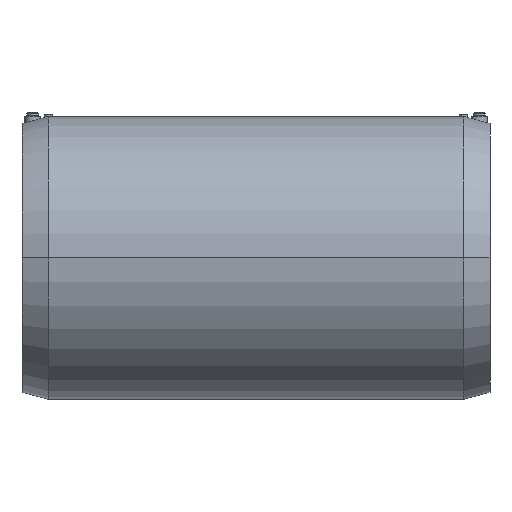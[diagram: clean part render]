
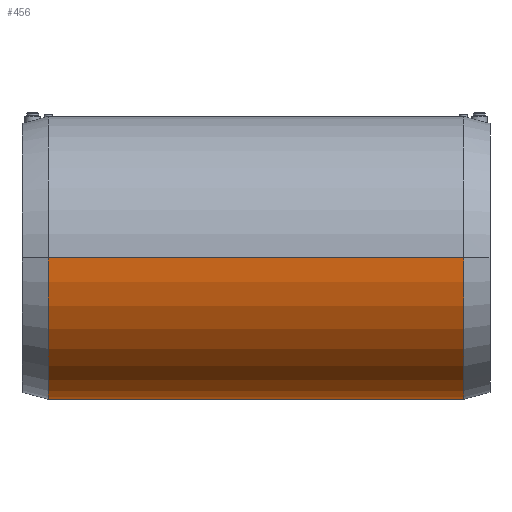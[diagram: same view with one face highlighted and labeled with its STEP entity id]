
A CAD part, front view. The second image highlights one B-rep face of the part: STEP entity #456.
In plain terms, the highlighted cylindrical face has radius 145 mm (diameter 290 mm), a partial arc.
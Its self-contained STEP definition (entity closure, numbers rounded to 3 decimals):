
#406 = EDGE_CURVE( '', #604, #602, #1004, .T. );
#426 = EDGE_CURVE( '', #604, #786, #1025, .T. );
#452 = VERTEX_POINT( '', #1055 );
#456 = ADVANCED_FACE( '', ( #1059 ), #1060, .T. );
#480 = EDGE_CURVE( '', #602, #766, #1088, .T. );
#496 = EDGE_CURVE( '', #824, #766, #1106, .T. );
#560 = EDGE_CURVE( '', #452, #740, #1177, .T. );
#570 = EDGE_CURVE( '', #786, #452, #1189, .T. );
#602 = VERTEX_POINT( '', #1222 );
#604 = VERTEX_POINT( '', #1224 );
#682 = EDGE_CURVE( '', #824, #740, #1311, .T. );
#740 = VERTEX_POINT( '', #1376 );
#766 = VERTEX_POINT( '', #1404 );
#786 = VERTEX_POINT( '', #1426 );
#824 = VERTEX_POINT( '', #1471 );
#1004 = B_SPLINE_CURVE_WITH_KNOTS( '', 3, ( #1812, #1813, #1814, #1815, #1816, #1817, #1818, #1819, #1820, #1821, #1822, #1823, #1824, #1825, #1826, #1827, #1828, #1829, #1830, #1831, #1832, #1833, #1834, #1835, #1836, #1837, #1838, #1839, #1840, #1841, #1842, #1843, #1844, #1845, #1846, #1847 ), .UNSPECIFIED., .F., .F., ( 4, 2, 2, 2, 2, 2, 2, 2, 2, 2, 2, 2, 2, 2, 2, 2, 2, 4 ), ( 616.795, 629.31, 641.826, 654.342, 666.858, 679.373, 691.889, 704.405, 716.921, 730.105, 743.289, 756.473, 769.657, 782.841, 796.025, 809.209, 815.801, 822.393 ), .UNSPECIFIED. );
#1025 = LINE( '', #1876, #1877 );
#1055 = CARTESIAN_POINT( '', ( 26.804, -145., 0. ) );
#1059 = FACE_OUTER_BOUND( '', #1960, .T. );
#1060 = CYLINDRICAL_SURFACE( '', #1961, 145. );
#1088 = B_SPLINE_CURVE_WITH_KNOTS( '', 3, ( #2010, #2011, #2012, #2013, #2014, #2015, #2016, #2017, #2018, #2019, #2020, #2021, #2022, #2023, #2024, #2025, #2026, #2027, #2028, #2029, #2030, #2031, #2032, #2033, #2034, #2035, #2036, #2037, #2038, #2039, #2040, #2041, #2042, #2043, #2044, #2045 ), .UNSPECIFIED., .F., .F., ( 4, 2, 2, 2, 2, 2, 2, 2, 2, 2, 2, 2, 2, 2, 2, 2, 2, 4 ), ( 0., 6.592, 13.184, 26.368, 39.552, 52.736, 65.92, 79.104, 92.288, 105.472, 117.988, 130.504, 143.02, 155.535, 168.051, 180.567, 193.082, 205.598 ), .UNSPECIFIED. );
#1106 = LINE( '', #2102, #2103 );
#1177 = LINE( '', #2267, #2268 );
#1189 = CIRCLE( '', #2322, 145. );
#1222 = CARTESIAN_POINT( '', ( 240., 73.993, -124.7 ) );
#1224 = CARTESIAN_POINT( '', ( 115.3, 145., 0. ) );
#1311 = CIRCLE( '', #2585, 145. );
#1376 = CARTESIAN_POINT( '', ( 453.196, -145., 0. ) );
#1404 = CARTESIAN_POINT( '', ( 364.7, 145., 0. ) );
#1426 = CARTESIAN_POINT( '', ( 26.804, 145., 0. ) );
#1471 = CARTESIAN_POINT( '', ( 453.196, 145., 0. ) );
#1812 = CARTESIAN_POINT( '', ( 115.3, 145., 0. ) );
#1813 = CARTESIAN_POINT( '', ( 115.3, 145., -4.172 ) );
#1814 = CARTESIAN_POINT( '', ( 115.51, 144.819, -8.378 ) );
#1815 = CARTESIAN_POINT( '', ( 116.362, 144.088, -16.777 ) );
#1816 = CARTESIAN_POINT( '', ( 117.003, 143.538, -20.968 ) );
#1817 = CARTESIAN_POINT( '', ( 118.707, 142.08, -29.257 ) );
#1818 = CARTESIAN_POINT( '', ( 119.77, 141.173, -33.355 ) );
#1819 = CARTESIAN_POINT( '', ( 122.293, 139.031, -41.386 ) );
#1820 = CARTESIAN_POINT( '', ( 123.752, 137.796, -45.318 ) );
#1821 = CARTESIAN_POINT( '', ( 127.025, 135.046, -52.953 ) );
#1822 = CARTESIAN_POINT( '', ( 128.841, 133.529, -56.66 ) );
#1823 = CARTESIAN_POINT( '', ( 132.78, 130.268, -63.802 ) );
#1824 = CARTESIAN_POINT( '', ( 134.904, 128.524, -67.236 ) );
#1825 = CARTESIAN_POINT( '', ( 139.398, 124.876, -73.791 ) );
#1826 = CARTESIAN_POINT( '', ( 141.768, 122.972, -76.911 ) );
#1827 = CARTESIAN_POINT( '', ( 146.684, 119.082, -82.807 ) );
#1828 = CARTESIAN_POINT( '', ( 149.23, 117.095, -85.582 ) );
#1829 = CARTESIAN_POINT( '', ( 154.556, 113.015, -90.909 ) );
#1830 = CARTESIAN_POINT( '', ( 157.447, 110.841, -93.545 ) );
#1831 = CARTESIAN_POINT( '', ( 163.511, 106.401, -98.565 ) );
#1832 = CARTESIAN_POINT( '', ( 166.685, 104.136, -100.95 ) );
#1833 = CARTESIAN_POINT( '', ( 173.278, 99.604, -105.424 ) );
#1834 = CARTESIAN_POINT( '', ( 176.699, 97.337, -107.514 ) );
#1835 = CARTESIAN_POINT( '', ( 183.754, 92.903, -111.367 ) );
#1836 = CARTESIAN_POINT( '', ( 187.388, 90.737, -113.131 ) );
#1837 = CARTESIAN_POINT( '', ( 194.846, 86.626, -116.308 ) );
#1838 = CARTESIAN_POINT( '', ( 198.669, 84.682, -117.723 ) );
#1839 = CARTESIAN_POINT( '', ( 206.486, 81.154, -120.182 ) );
#1840 = CARTESIAN_POINT( '', ( 210.482, 79.57, -121.228 ) );
#1841 = CARTESIAN_POINT( '', ( 218.638, 76.918, -122.927 ) );
#1842 = CARTESIAN_POINT( '', ( 222.8, 75.85, -123.582 ) );
#1843 = CARTESIAN_POINT( '', ( 229.163, 74.753, -124.246 ) );
#1844 = CARTESIAN_POINT( '', ( 231.304, 74.471, -124.415 ) );
#1845 = CARTESIAN_POINT( '', ( 235.624, 74.091, -124.642 ) );
#1846 = CARTESIAN_POINT( '', ( 237.803, 73.993, -124.7 ) );
#1847 = CARTESIAN_POINT( '', ( 240., 73.993, -124.7 ) );
#1876 = CARTESIAN_POINT( '', ( 240., 145., 0. ) );
#1877 = VECTOR( '', #3212, 1. );
#1960 = EDGE_LOOP( '', ( #3252, #3253, #3254, #3255, #3256, #3257, #3258 ) );
#1961 = AXIS2_PLACEMENT_3D( '', #3259, #3260, #3261 );
#2010 = CARTESIAN_POINT( '', ( 240., 73.993, -124.7 ) );
#2011 = CARTESIAN_POINT( '', ( 242.197, 73.993, -124.7 ) );
#2012 = CARTESIAN_POINT( '', ( 244.376, 74.091, -124.642 ) );
#2013 = CARTESIAN_POINT( '', ( 248.696, 74.471, -124.415 ) );
#2014 = CARTESIAN_POINT( '', ( 250.837, 74.753, -124.246 ) );
#2015 = CARTESIAN_POINT( '', ( 257.2, 75.85, -123.582 ) );
#2016 = CARTESIAN_POINT( '', ( 261.362, 76.918, -122.927 ) );
#2017 = CARTESIAN_POINT( '', ( 269.518, 79.57, -121.228 ) );
#2018 = CARTESIAN_POINT( '', ( 273.514, 81.154, -120.182 ) );
#2019 = CARTESIAN_POINT( '', ( 281.331, 84.682, -117.723 ) );
#2020 = CARTESIAN_POINT( '', ( 285.154, 86.626, -116.308 ) );
#2021 = CARTESIAN_POINT( '', ( 292.612, 90.737, -113.131 ) );
#2022 = CARTESIAN_POINT( '', ( 296.246, 92.903, -111.367 ) );
#2023 = CARTESIAN_POINT( '', ( 303.301, 97.337, -107.514 ) );
#2024 = CARTESIAN_POINT( '', ( 306.722, 99.604, -105.424 ) );
#2025 = CARTESIAN_POINT( '', ( 313.315, 104.136, -100.95 ) );
#2026 = CARTESIAN_POINT( '', ( 316.489, 106.401, -98.565 ) );
#2027 = CARTESIAN_POINT( '', ( 322.553, 110.841, -93.545 ) );
#2028 = CARTESIAN_POINT( '', ( 325.444, 113.015, -90.909 ) );
#2029 = CARTESIAN_POINT( '', ( 330.77, 117.095, -85.582 ) );
#2030 = CARTESIAN_POINT( '', ( 333.316, 119.082, -82.807 ) );
#2031 = CARTESIAN_POINT( '', ( 338.232, 122.972, -76.911 ) );
#2032 = CARTESIAN_POINT( '', ( 340.602, 124.876, -73.791 ) );
#2033 = CARTESIAN_POINT( '', ( 345.096, 128.524, -67.236 ) );
#2034 = CARTESIAN_POINT( '', ( 347.22, 130.268, -63.802 ) );
#2035 = CARTESIAN_POINT( '', ( 351.159, 133.529, -56.66 ) );
#2036 = CARTESIAN_POINT( '', ( 352.975, 135.046, -52.953 ) );
#2037 = CARTESIAN_POINT( '', ( 356.248, 137.796, -45.318 ) );
#2038 = CARTESIAN_POINT( '', ( 357.707, 139.031, -41.386 ) );
#2039 = CARTESIAN_POINT( '', ( 360.23, 141.173, -33.355 ) );
#2040 = CARTESIAN_POINT( '', ( 361.293, 142.08, -29.257 ) );
#2041 = CARTESIAN_POINT( '', ( 362.997, 143.538, -20.968 ) );
#2042 = CARTESIAN_POINT( '', ( 363.638, 144.088, -16.777 ) );
#2043 = CARTESIAN_POINT( '', ( 364.49, 144.819, -8.378 ) );
#2044 = CARTESIAN_POINT( '', ( 364.7, 145., -4.172 ) );
#2045 = CARTESIAN_POINT( '', ( 364.7, 145., 0. ) );
#2102 = CARTESIAN_POINT( '', ( 240., 145., 0. ) );
#2103 = VECTOR( '', #3321, 1. );
#2267 = CARTESIAN_POINT( '', ( 240., -145., 0. ) );
#2268 = VECTOR( '', #3398, 1. );
#2322 = AXIS2_PLACEMENT_3D( '', #3417, #3418, #3419 );
#2585 = AXIS2_PLACEMENT_3D( '', #3540, #3541, #3542 );
#3212 = DIRECTION( '', ( -1., 0., 0. ) );
#3252 = ORIENTED_EDGE( '', *, *, #496, .F. );
#3253 = ORIENTED_EDGE( '', *, *, #682, .T. );
#3254 = ORIENTED_EDGE( '', *, *, #560, .F. );
#3255 = ORIENTED_EDGE( '', *, *, #570, .F. );
#3256 = ORIENTED_EDGE( '', *, *, #426, .F. );
#3257 = ORIENTED_EDGE( '', *, *, #406, .T. );
#3258 = ORIENTED_EDGE( '', *, *, #480, .T. );
#3259 = CARTESIAN_POINT( '', ( 240., 0., 0. ) );
#3260 = DIRECTION( '', ( 1., 0., 0. ) );
#3261 = DIRECTION( '', ( 0., 1., 0. ) );
#3321 = DIRECTION( '', ( -1., 0., 0. ) );
#3398 = DIRECTION( '', ( 1., 0., 0. ) );
#3417 = CARTESIAN_POINT( '', ( 26.804, 0., 0. ) );
#3418 = DIRECTION( '', ( -1., 0., 0. ) );
#3419 = DIRECTION( '', ( 0., 1., 0. ) );
#3540 = CARTESIAN_POINT( '', ( 453.196, 0., 0. ) );
#3541 = DIRECTION( '', ( -1., 0., 0. ) );
#3542 = DIRECTION( '', ( 0., 1., 0. ) );
